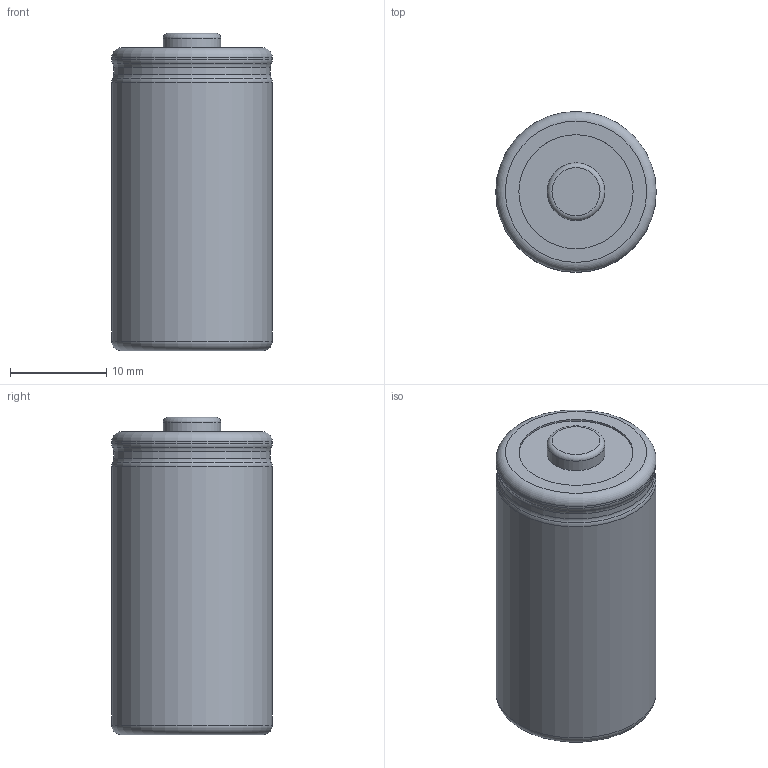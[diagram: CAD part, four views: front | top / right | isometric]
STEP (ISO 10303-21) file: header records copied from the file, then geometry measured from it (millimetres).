
FILE_DESCRIPTION(/* description */ (''),/* implementation_level */ '2;1');
FILE_NAME(/* name */ 'CR123A v2 v1.step',/* time_stamp */ '2022-11-13T02:20:14-05:00',/* author */ (''),/* organization */ (''),/* preprocessor_version */ 'ST-DEVELOPER v19.2',/* originating_system */ 'Autodesk Translation Framework v11.17.0.187',/* authorisation */ '');
FILE_SCHEMA (('AUTOMOTIVE_DESIGN { 1 0 10303 214 3 1 1 }'));
Length unit declared in the file: millimetre
Products named in the file (1): CR123A v2
Bounding box: 16.7 x 16.7 x 33 mm (x, y, z)
Volume: 6860.2 mm3; surface area: 2089.6 mm2
Topology: 1 solids, 1 shells, 18 faces, 35 edges, 22 vertices
Faces by surface type: torus 7, cylinder 6, plane 5
Full cylindrical faces by diameter (mm): 6 x1, 11.878 x1, 13.097 x1, 16.3 x1, 16.7 x2
Entity records: 555 total; most frequent: DIRECTION 102, CARTESIAN_POINT 76, ORIENTED_EDGE 70, AXIS2_PLACEMENT_3D 48, EDGE_CURVE 35, CIRCLE 29, VERTEX_POINT 22, EDGE_LOOP 21
